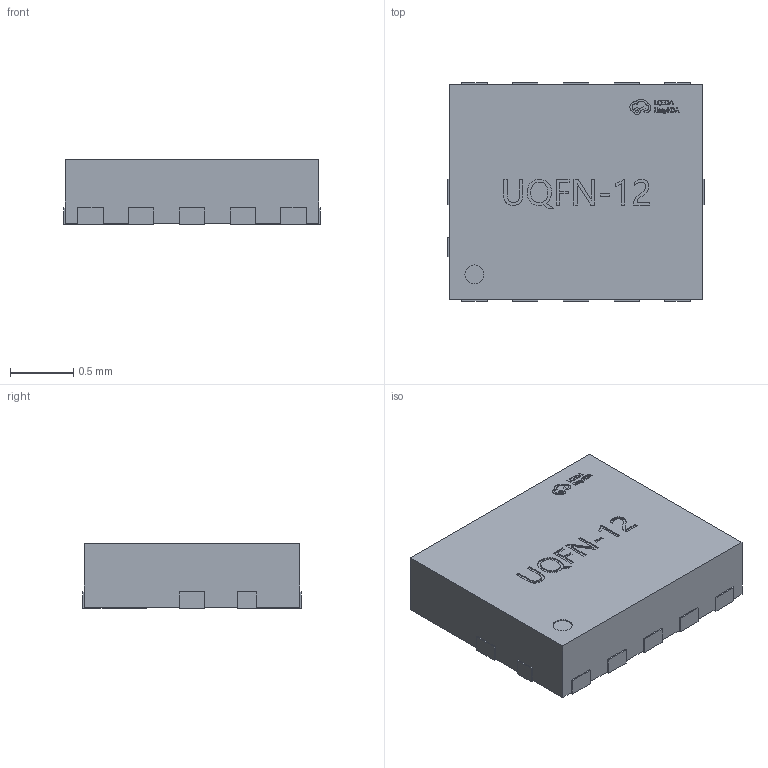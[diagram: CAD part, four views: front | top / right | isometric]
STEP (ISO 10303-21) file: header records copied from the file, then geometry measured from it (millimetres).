
FILE_DESCRIPTION (( 'STEP AP214' ), '1' );
FILE_NAME ('UQFN-12_L2.0-W1.7-H0.5-P0.40.step', '2022-07-15T04:00:52', ( '' ), ( '' ), 'SwSTEP 2.0', 'SolidWorks 2020', '' );
FILE_SCHEMA (( 'AUTOMOTIVE_DESIGN' ));
Length unit declared in the file: millimetre
Products named in the file (1): UQFN-12_L2.0-W1.7-H0.5-P0.40
Bounding box: 2.02 x 1.72 x 0.51 mm (x, y, z)
Volume: 1.7 mm3; surface area: 10.9 mm2
Topology: 14 solids, 14 shells, 456 faces, 1236 edges, 824 vertices
Faces by surface type: plane 314, bspline 140, cylinder 2
Entity records: 21979 total; most frequent: CARTESIAN_POINT 6249, ORIENTED_EDGE 2472, DIRECTION 1590, EDGE_CURVE 1236, VECTOR 948, LINE 948, VERTEX_POINT 824, EDGE_LOOP 484
